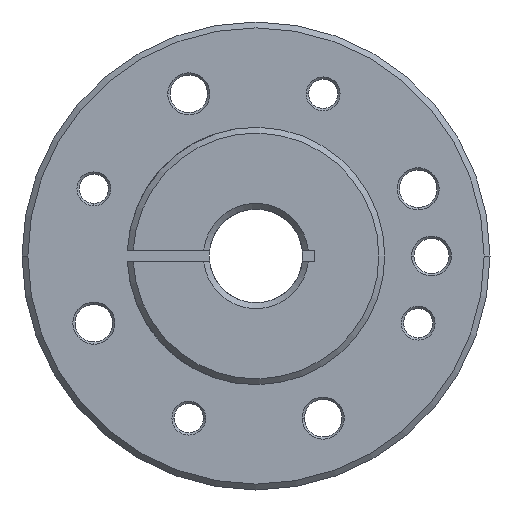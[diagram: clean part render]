
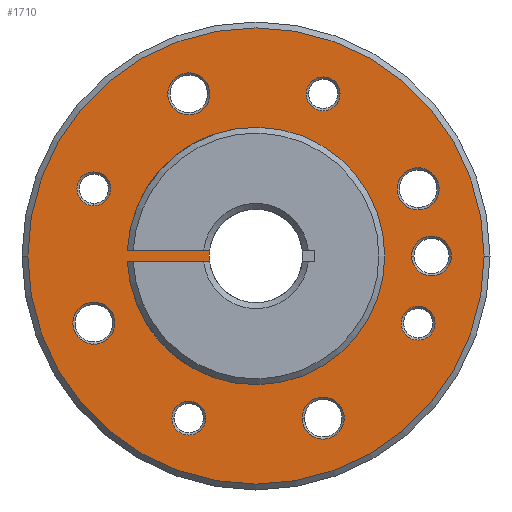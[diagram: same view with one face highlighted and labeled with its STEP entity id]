
A CAD part, front view. The second image highlights one B-rep face of the part: STEP entity #1710.
In plain terms, the highlighted planar face has unit normal (0, -1, 0).
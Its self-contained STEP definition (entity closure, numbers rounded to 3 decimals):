
#33=CARTESIAN_POINT('',(0.,-4.,0.));
#34=DIRECTION('',(0.,1.,0.));
#35=DIRECTION('',(-1.,0.,0.));
#36=AXIS2_PLACEMENT_3D('',#33,#34,#35);
#178=CARTESIAN_POINT('',(0.,-4.,0.));
#179=DIRECTION('',(0.,1.,0.));
#180=DIRECTION('',(-0.992,0.,-0.125));
#181=AXIS2_PLACEMENT_3D('',#178,#179,#180);
#231=CARTESIAN_POINT('',(0.,-4.,0.));
#232=DIRECTION('',(0.,-1.,0.));
#233=DIRECTION('',(1.,0.,0.));
#234=AXIS2_PLACEMENT_3D('',#231,#232,#233);
#236=CARTESIAN_POINT('',(0.,-4.,0.));
#237=DIRECTION('',(0.,-1.,0.));
#238=DIRECTION('',(-1.,0.,0.));
#239=AXIS2_PLACEMENT_3D('',#236,#237,#238);
#241=CARTESIAN_POINT('',(5.74,-4.,13.858));
#242=DIRECTION('',(0.,1.,0.));
#243=DIRECTION('',(1.,0.,0.));
#244=AXIS2_PLACEMENT_3D('',#241,#242,#243);
#246=CARTESIAN_POINT('',(5.74,-4.,13.858));
#247=DIRECTION('',(0.,1.,0.));
#248=DIRECTION('',(-1.,0.,0.));
#249=AXIS2_PLACEMENT_3D('',#246,#247,#248);
#251=CARTESIAN_POINT('',(13.858,-4.,-5.74));
#252=DIRECTION('',(0.,1.,0.));
#253=DIRECTION('',(0.,0.,1.));
#254=AXIS2_PLACEMENT_3D('',#251,#252,#253);
#256=CARTESIAN_POINT('',(13.858,-4.,-5.74));
#257=DIRECTION('',(0.,1.,0.));
#258=DIRECTION('',(0.,0.,-1.));
#259=AXIS2_PLACEMENT_3D('',#256,#257,#258);
#261=CARTESIAN_POINT('',(-13.858,-4.,5.74));
#262=DIRECTION('',(0.,1.,0.));
#263=DIRECTION('',(0.,0.,1.));
#264=AXIS2_PLACEMENT_3D('',#261,#262,#263);
#266=CARTESIAN_POINT('',(-13.858,-4.,5.74));
#267=DIRECTION('',(0.,1.,0.));
#268=DIRECTION('',(0.,0.,-1.));
#269=AXIS2_PLACEMENT_3D('',#266,#267,#268);
#271=CARTESIAN_POINT('',(-5.74,-4.,-13.858));
#272=DIRECTION('',(0.,1.,0.));
#273=DIRECTION('',(-1.,0.,0.));
#274=AXIS2_PLACEMENT_3D('',#271,#272,#273);
#276=CARTESIAN_POINT('',(-5.74,-4.,-13.858));
#277=DIRECTION('',(0.,1.,0.));
#278=DIRECTION('',(1.,0.,0.));
#279=AXIS2_PLACEMENT_3D('',#276,#277,#278);
#281=CARTESIAN_POINT('',(-5.74,-4.,13.858));
#282=DIRECTION('',(0.,1.,0.));
#283=DIRECTION('',(1.,0.,0.));
#284=AXIS2_PLACEMENT_3D('',#281,#282,#283);
#286=CARTESIAN_POINT('',(-5.74,-4.,13.858));
#287=DIRECTION('',(0.,1.,0.));
#288=DIRECTION('',(-1.,0.,0.));
#289=AXIS2_PLACEMENT_3D('',#286,#287,#288);
#291=CARTESIAN_POINT('',(13.858,-4.,5.74));
#292=DIRECTION('',(0.,1.,0.));
#293=DIRECTION('',(0.,0.,-1.));
#294=AXIS2_PLACEMENT_3D('',#291,#292,#293);
#296=CARTESIAN_POINT('',(13.858,-4.,5.74));
#297=DIRECTION('',(0.,1.,0.));
#298=DIRECTION('',(0.,0.,1.));
#299=AXIS2_PLACEMENT_3D('',#296,#297,#298);
#301=CARTESIAN_POINT('',(5.74,-4.,-13.858));
#302=DIRECTION('',(0.,1.,0.));
#303=DIRECTION('',(1.,0.,0.));
#304=AXIS2_PLACEMENT_3D('',#301,#302,#303);
#306=CARTESIAN_POINT('',(5.74,-4.,-13.858));
#307=DIRECTION('',(0.,1.,0.));
#308=DIRECTION('',(-1.,0.,0.));
#309=AXIS2_PLACEMENT_3D('',#306,#307,#308);
#311=CARTESIAN_POINT('',(-13.858,-4.,-5.74));
#312=DIRECTION('',(0.,1.,0.));
#313=DIRECTION('',(0.,0.,1.));
#314=AXIS2_PLACEMENT_3D('',#311,#312,#313);
#316=CARTESIAN_POINT('',(-13.858,-4.,-5.74));
#317=DIRECTION('',(0.,1.,0.));
#318=DIRECTION('',(0.,0.,-1.));
#319=AXIS2_PLACEMENT_3D('',#316,#317,#318);
#321=DIRECTION('',(-1.,0.,0.));
#322=VECTOR('',#321,7.02);
#323=CARTESIAN_POINT('',(-3.969,-4.,0.5));
#324=LINE('',#323,#322);
#325=DIRECTION('',(1.,0.,0.));
#326=VECTOR('',#325,7.02);
#327=CARTESIAN_POINT('',(-10.989,-4.,-0.5));
#328=LINE('',#327,#326);
#329=CARTESIAN_POINT('',(15.,-4.,0.));
#330=DIRECTION('',(0.,1.,0.));
#331=DIRECTION('',(1.,0.,0.));
#332=AXIS2_PLACEMENT_3D('',#329,#330,#331);
#334=CARTESIAN_POINT('',(15.,-4.,0.));
#335=DIRECTION('',(0.,1.,0.));
#336=DIRECTION('',(-1.,0.,0.));
#337=AXIS2_PLACEMENT_3D('',#334,#335,#336);
#952=CARTESIAN_POINT('',(0.,-4.,0.));
#953=DIRECTION('',(0.,1.,0.));
#954=DIRECTION('',(-0.999,0.,0.045));
#955=AXIS2_PLACEMENT_3D('',#952,#953,#954);
#1081=CARTESIAN_POINT('',(19.5,-4.,0.));
#1082=CARTESIAN_POINT('',(-19.5,-4.,0.));
#1083=VERTEX_POINT('',#1081);
#1084=VERTEX_POINT('',#1082);
#1121=CARTESIAN_POINT('',(7.19,-4.,13.858));
#1122=CARTESIAN_POINT('',(4.29,-4.,13.858));
#1123=VERTEX_POINT('',#1121);
#1124=VERTEX_POINT('',#1122);
#1129=CARTESIAN_POINT('',(13.858,-4.,-4.29));
#1130=CARTESIAN_POINT('',(13.858,-4.,-7.19));
#1131=VERTEX_POINT('',#1129);
#1132=VERTEX_POINT('',#1130);
#1137=CARTESIAN_POINT('',(-13.858,-4.,7.19));
#1138=CARTESIAN_POINT('',(-13.858,-4.,4.29));
#1139=VERTEX_POINT('',#1137);
#1140=VERTEX_POINT('',#1138);
#1145=CARTESIAN_POINT('',(-7.19,-4.,-13.858));
#1146=CARTESIAN_POINT('',(-4.29,-4.,-13.858));
#1147=VERTEX_POINT('',#1145);
#1148=VERTEX_POINT('',#1146);
#1185=CARTESIAN_POINT('',(-3.94,-4.,13.858));
#1186=CARTESIAN_POINT('',(-7.54,-4.,13.858));
#1187=VERTEX_POINT('',#1185);
#1188=VERTEX_POINT('',#1186);
#1193=CARTESIAN_POINT('',(13.858,-4.,3.94));
#1194=CARTESIAN_POINT('',(13.858,-4.,7.54));
#1195=VERTEX_POINT('',#1193);
#1196=VERTEX_POINT('',#1194);
#1201=CARTESIAN_POINT('',(7.54,-4.,-13.858));
#1202=CARTESIAN_POINT('',(3.94,-4.,-13.858));
#1203=VERTEX_POINT('',#1201);
#1204=VERTEX_POINT('',#1202);
#1209=CARTESIAN_POINT('',(-13.858,-4.,-3.94));
#1210=CARTESIAN_POINT('',(-13.858,-4.,-7.54));
#1211=VERTEX_POINT('',#1209);
#1212=VERTEX_POINT('',#1210);
#1249=CARTESIAN_POINT('',(-3.969,-4.,0.5));
#1250=CARTESIAN_POINT('',(-10.989,-4.,0.5));
#1251=VERTEX_POINT('',#1249);
#1252=VERTEX_POINT('',#1250);
#1253=CARTESIAN_POINT('',(-10.989,-4.,-0.5));
#1254=CARTESIAN_POINT('',(-3.969,-4.,-0.5));
#1255=VERTEX_POINT('',#1253);
#1256=VERTEX_POINT('',#1254);
#1257=CARTESIAN_POINT('',(-4.,-4.,0.));
#1258=VERTEX_POINT('',#1257);
#1327=CARTESIAN_POINT('',(16.7,-4.,0.));
#1328=CARTESIAN_POINT('',(13.3,-4.,0.));
#1329=VERTEX_POINT('',#1327);
#1330=VERTEX_POINT('',#1328);
#1637=CARTESIAN_POINT('',(0.,-4.,0.));
#1638=DIRECTION('',(0.,1.,0.));
#1639=DIRECTION('',(1.,0.,0.));
#1640=AXIS2_PLACEMENT_3D('',#1637,#1638,#1639);
#1641=PLANE('',#1640);
#1643=ORIENTED_EDGE('',*,*,#1642,.F.);
#1645=ORIENTED_EDGE('',*,*,#1644,.F.);
#1646=EDGE_LOOP('',(#1643,#1645));
#1647=FACE_OUTER_BOUND('',#1646,.F.);
#1649=ORIENTED_EDGE('',*,*,#1648,.F.);
#1651=ORIENTED_EDGE('',*,*,#1650,.F.);
#1652=EDGE_LOOP('',(#1649,#1651));
#1653=FACE_BOUND('',#1652,.F.);
#1655=ORIENTED_EDGE('',*,*,#1654,.F.);
#1657=ORIENTED_EDGE('',*,*,#1656,.F.);
#1658=EDGE_LOOP('',(#1655,#1657));
#1659=FACE_BOUND('',#1658,.F.);
#1661=ORIENTED_EDGE('',*,*,#1660,.F.);
#1663=ORIENTED_EDGE('',*,*,#1662,.F.);
#1664=EDGE_LOOP('',(#1661,#1663));
#1665=FACE_BOUND('',#1664,.F.);
#1667=ORIENTED_EDGE('',*,*,#1666,.F.);
#1669=ORIENTED_EDGE('',*,*,#1668,.F.);
#1670=EDGE_LOOP('',(#1667,#1669));
#1671=FACE_BOUND('',#1670,.F.);
#1673=ORIENTED_EDGE('',*,*,#1672,.F.);
#1675=ORIENTED_EDGE('',*,*,#1674,.F.);
#1676=EDGE_LOOP('',(#1673,#1675));
#1677=FACE_BOUND('',#1676,.F.);
#1679=ORIENTED_EDGE('',*,*,#1678,.F.);
#1681=ORIENTED_EDGE('',*,*,#1680,.F.);
#1682=EDGE_LOOP('',(#1679,#1681));
#1683=FACE_BOUND('',#1682,.F.);
#1685=ORIENTED_EDGE('',*,*,#1684,.F.);
#1687=ORIENTED_EDGE('',*,*,#1686,.F.);
#1688=EDGE_LOOP('',(#1685,#1687));
#1689=FACE_BOUND('',#1688,.F.);
#1691=ORIENTED_EDGE('',*,*,#1690,.F.);
#1693=ORIENTED_EDGE('',*,*,#1692,.F.);
#1694=EDGE_LOOP('',(#1691,#1693));
#1695=FACE_BOUND('',#1694,.F.);
#1697=ORIENTED_EDGE('',*,*,#1696,.F.);
#1698=ORIENTED_EDGE('',*,*,#1451,.F.);
#1699=ORIENTED_EDGE('',*,*,#1358,.F.);
#1700=ORIENTED_EDGE('',*,*,#1608,.F.);
#1701=ORIENTED_EDGE('',*,*,#1555,.F.);
#1702=EDGE_LOOP('',(#1697,#1698,#1699,#1700,#1701));
#1703=FACE_BOUND('',#1702,.F.);
#1705=ORIENTED_EDGE('',*,*,#1704,.F.);
#1707=ORIENTED_EDGE('',*,*,#1706,.F.);
#1708=EDGE_LOOP('',(#1705,#1707));
#1709=FACE_BOUND('',#1708,.F.);
#1710=ADVANCED_FACE('',(#1647,#1653,#1659,#1665,#1671,#1677,#1683,#1689,#1695,
#1703,#1709),#1641,.F.);
#37=CIRCLE('',#36,4.);
#182=CIRCLE('',#181,4.);
#235=CIRCLE('',#234,19.5);
#240=CIRCLE('',#239,19.5);
#245=CIRCLE('',#244,1.45);
#250=CIRCLE('',#249,1.45);
#255=CIRCLE('',#254,1.45);
#260=CIRCLE('',#259,1.45);
#265=CIRCLE('',#264,1.45);
#270=CIRCLE('',#269,1.45);
#275=CIRCLE('',#274,1.45);
#280=CIRCLE('',#279,1.45);
#285=CIRCLE('',#284,1.8);
#290=CIRCLE('',#289,1.8);
#295=CIRCLE('',#294,1.8);
#300=CIRCLE('',#299,1.8);
#305=CIRCLE('',#304,1.8);
#310=CIRCLE('',#309,1.8);
#315=CIRCLE('',#314,1.8);
#320=CIRCLE('',#319,1.8);
#333=CIRCLE('',#332,1.7);
#338=CIRCLE('',#337,1.7);
#956=CIRCLE('',#955,11.);
#1358=EDGE_CURVE('',#1258,#1251,#37,.T.);
#1451=EDGE_CURVE('',#1251,#1252,#324,.T.);
#1555=EDGE_CURVE('',#1255,#1256,#328,.T.);
#1608=EDGE_CURVE('',#1256,#1258,#182,.T.);
#1642=EDGE_CURVE('',#1083,#1084,#235,.T.);
#1644=EDGE_CURVE('',#1084,#1083,#240,.T.);
#1648=EDGE_CURVE('',#1123,#1124,#245,.T.);
#1650=EDGE_CURVE('',#1124,#1123,#250,.T.);
#1654=EDGE_CURVE('',#1131,#1132,#255,.T.);
#1656=EDGE_CURVE('',#1132,#1131,#260,.T.);
#1660=EDGE_CURVE('',#1139,#1140,#265,.T.);
#1662=EDGE_CURVE('',#1140,#1139,#270,.T.);
#1666=EDGE_CURVE('',#1147,#1148,#275,.T.);
#1668=EDGE_CURVE('',#1148,#1147,#280,.T.);
#1672=EDGE_CURVE('',#1187,#1188,#285,.T.);
#1674=EDGE_CURVE('',#1188,#1187,#290,.T.);
#1678=EDGE_CURVE('',#1195,#1196,#295,.T.);
#1680=EDGE_CURVE('',#1196,#1195,#300,.T.);
#1684=EDGE_CURVE('',#1203,#1204,#305,.T.);
#1686=EDGE_CURVE('',#1204,#1203,#310,.T.);
#1690=EDGE_CURVE('',#1211,#1212,#315,.T.);
#1692=EDGE_CURVE('',#1212,#1211,#320,.T.);
#1696=EDGE_CURVE('',#1252,#1255,#956,.T.);
#1704=EDGE_CURVE('',#1329,#1330,#333,.T.);
#1706=EDGE_CURVE('',#1330,#1329,#338,.T.);
